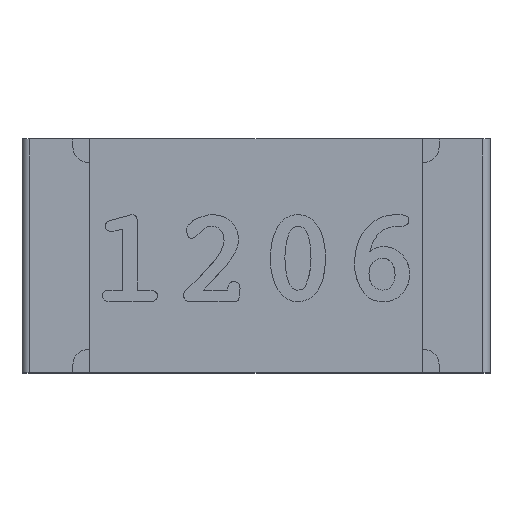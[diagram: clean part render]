
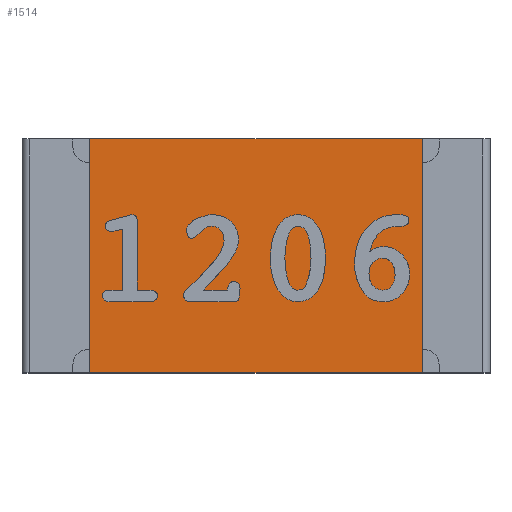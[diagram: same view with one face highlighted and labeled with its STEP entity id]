
A CAD part, top view. The second image highlights one B-rep face of the part: STEP entity #1514.
In plain terms, the highlighted planar face has unit normal (0, 0, 1).
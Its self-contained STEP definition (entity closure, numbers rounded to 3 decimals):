
#1385 = VERTEX_POINT('',#1386);
#1386 = CARTESIAN_POINT('',(-1.1,-0.775,0.55));
#1392 = EDGE_CURVE('',#1385,#1393,#1395,.T.);
#1393 = VERTEX_POINT('',#1394);
#1394 = CARTESIAN_POINT('',(-1.1,0.775,0.55));
#1395 = LINE('',#1396,#1397);
#1396 = CARTESIAN_POINT('',(-1.1,-0.775,0.55));
#1397 = VECTOR('',#1398,1.);
#1398 = DIRECTION('',(0.,1.,0.));
#1423 = EDGE_CURVE('',#1393,#1424,#1426,.T.);
#1424 = VERTEX_POINT('',#1425);
#1425 = CARTESIAN_POINT('',(1.1,0.775,0.55));
#1426 = LINE('',#1427,#1428);
#1427 = CARTESIAN_POINT('',(-1.1,0.775,0.55));
#1428 = VECTOR('',#1429,1.);
#1429 = DIRECTION('',(1.,0.,0.));
#1454 = EDGE_CURVE('',#1424,#1455,#1457,.T.);
#1455 = VERTEX_POINT('',#1456);
#1456 = CARTESIAN_POINT('',(1.1,-0.775,0.55));
#1457 = LINE('',#1458,#1459);
#1458 = CARTESIAN_POINT('',(1.1,0.775,0.55));
#1459 = VECTOR('',#1460,1.);
#1460 = DIRECTION('',(0.,-1.,0.));
#1485 = EDGE_CURVE('',#1455,#1385,#1486,.T.);
#1486 = LINE('',#1487,#1488);
#1487 = CARTESIAN_POINT('',(1.1,-0.775,0.55));
#1488 = VECTOR('',#1489,1.);
#1489 = DIRECTION('',(-1.,0.,0.));
#1514 = ADVANCED_FACE('',(#1515),#1521,.T.);
#1515 = FACE_BOUND('',#1516,.F.);
#1516 = EDGE_LOOP('',(#1517,#1518,#1519,#1520));
#1517 = ORIENTED_EDGE('',*,*,#1392,.T.);
#1518 = ORIENTED_EDGE('',*,*,#1423,.T.);
#1519 = ORIENTED_EDGE('',*,*,#1454,.T.);
#1520 = ORIENTED_EDGE('',*,*,#1485,.T.);
#1521 = PLANE('',#1522);
#1522 = AXIS2_PLACEMENT_3D('',#1523,#1524,#1525);
#1523 = CARTESIAN_POINT('',(0.,0.,0.55));
#1524 = DIRECTION('',(0.,0.,1.));
#1525 = DIRECTION('',(1.,0.,-0.));
